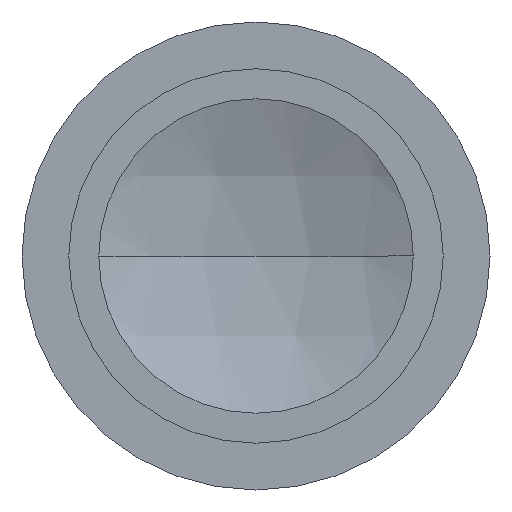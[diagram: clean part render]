
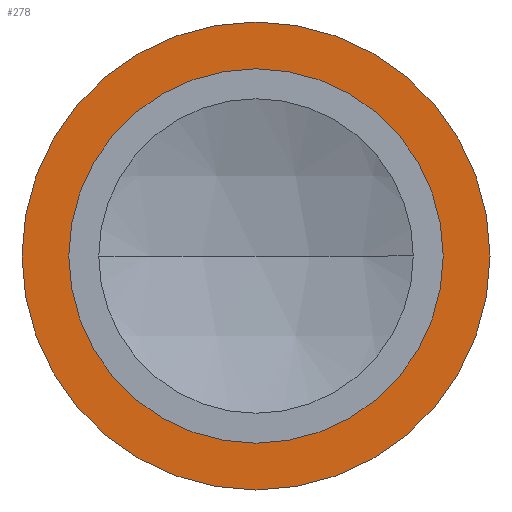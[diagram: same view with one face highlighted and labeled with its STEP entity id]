
A CAD part, left-side view. The second image highlights one B-rep face of the part: STEP entity #278.
In plain terms, the highlighted planar face has unit normal (-1, 0, 0).
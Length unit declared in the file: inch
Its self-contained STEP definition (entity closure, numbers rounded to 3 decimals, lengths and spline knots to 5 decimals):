
#29 = VERTEX_POINT ( 'NONE', #233 ) ;
#39 = VERTEX_POINT ( 'NONE', #202 ) ;
#45 = EDGE_CURVE ( 'NONE', #39, #118, #214, .T. ) ;
#51 = EDGE_CURVE ( 'NONE', #29, #52, #188, .T. ) ;
#52 = VERTEX_POINT ( 'NONE', #324 ) ;
#53 = EDGE_LOOP ( 'NONE', ( #373, #372 ) ) ;
#54 = EDGE_LOOP ( 'NONE', ( #62, #63 ) ) ;
#62 = ORIENTED_EDGE ( 'NONE', *, *, #45, .T. ) ;
#63 = ORIENTED_EDGE ( 'NONE', *, *, #279, .T. ) ;
#66 = EDGE_CURVE ( 'NONE', #52, #29, #359, .T. ) ;
#118 = VERTEX_POINT ( 'NONE', #468 ) ;
#188 = CIRCLE ( 'NONE', #341, 0.05 ) ;
#191 = DIRECTION ( 'NONE',  ( 0., 0., 1. ) ) ;
#192 = DIRECTION ( 'NONE',  ( -1., 0., 0. ) ) ;
#199 = CARTESIAN_POINT ( 'NONE',  ( 0.5, 0., 0. ) ) ;
#202 = CARTESIAN_POINT ( 'NONE',  ( 0.5, 0., 0.0625 ) ) ;
#212 = AXIS2_PLACEMENT_3D ( 'NONE', #199, #192, #191 ) ;
#214 = CIRCLE ( 'NONE', #212, 0.0625 ) ;
#233 = CARTESIAN_POINT ( 'NONE',  ( 0.5, 0., 0.05 ) ) ;
#278 = ADVANCED_FACE ( 'NONE', ( #597, #602 ), #601, .T. ) ;
#279 = EDGE_CURVE ( 'NONE', #118, #39, #552, .T. ) ;
#321 = CARTESIAN_POINT ( 'NONE',  ( 0.5, 0., 0. ) ) ;
#322 = DIRECTION ( 'NONE',  ( -1., 0., 0. ) ) ;
#324 = CARTESIAN_POINT ( 'NONE',  ( 0.5, 0., -0.05 ) ) ;
#337 = CARTESIAN_POINT ( 'NONE',  ( 0.5, 0., 0. ) ) ;
#340 = DIRECTION ( 'NONE',  ( 0., 0., 1. ) ) ;
#341 = AXIS2_PLACEMENT_3D ( 'NONE', #321, #322, #340 ) ;
#356 = DIRECTION ( 'NONE',  ( 0., 0., 1. ) ) ;
#357 = DIRECTION ( 'NONE',  ( -1., 0., 0. ) ) ;
#358 = AXIS2_PLACEMENT_3D ( 'NONE', #337, #357, #356 ) ;
#359 = CIRCLE ( 'NONE', #358, 0.05 ) ;
#372 = ORIENTED_EDGE ( 'NONE', *, *, #66, .F. ) ;
#373 = ORIENTED_EDGE ( 'NONE', *, *, #51, .F. ) ;
#468 = CARTESIAN_POINT ( 'NONE',  ( 0.5, 0., -0.0625 ) ) ;
#552 = CIRCLE ( 'NONE', #588, 0.0625 ) ;
#585 = DIRECTION ( 'NONE',  ( 0., 0., 1. ) ) ;
#586 = DIRECTION ( 'NONE',  ( -1., 0., 0. ) ) ;
#587 = CARTESIAN_POINT ( 'NONE',  ( 0.5, 0., 0. ) ) ;
#588 = AXIS2_PLACEMENT_3D ( 'NONE', #587, #586, #585 ) ;
#590 = DIRECTION ( 'NONE',  ( 0., 0., 1. ) ) ;
#591 = DIRECTION ( 'NONE',  ( -1., 0., 0. ) ) ;
#592 = AXIS2_PLACEMENT_3D ( 'NONE', #600, #591, #590 ) ;
#597 = FACE_OUTER_BOUND ( 'NONE', #54, .T. ) ;
#600 = CARTESIAN_POINT ( 'NONE',  ( 0.5, 0.05, 0. ) ) ;
#601 = PLANE ( 'NONE',  #592 ) ;
#602 = FACE_BOUND ( 'NONE', #53, .T. ) ;
